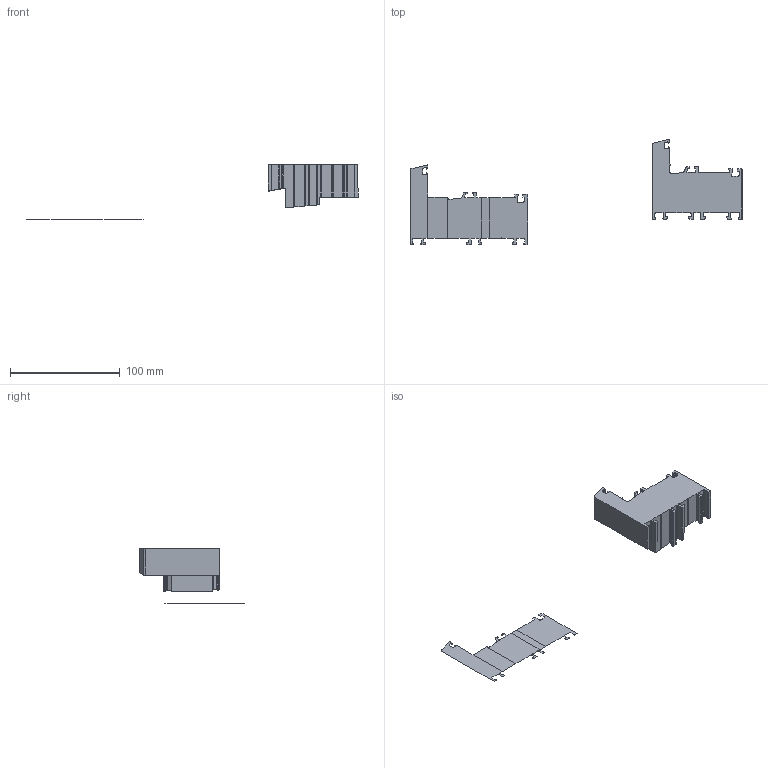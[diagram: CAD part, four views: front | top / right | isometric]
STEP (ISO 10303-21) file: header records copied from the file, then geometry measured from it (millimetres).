
FILE_DESCRIPTION(('STEP AP214'),'1');
FILE_NAME('tmp0.stp','2018-09-02T09:30:03',(' '),(' '),'Spatial InterOp 3D',' ',' ');
FILE_SCHEMA(('automotive_design'));
Length unit declared in the file: millimetre
Products named in the file (164): Volumenkörper1_Abgewickelt; Volumenkörper1; 1
Bounding box: 302.88 x 96.29 x 50 mm (x, y, z)
Surface area: 25589.1 mm2 (no closed solid volume)
Topology: 0 solids, 165 shells, 165 faces, 1002 edges, 1167 vertices
Faces by surface type: plane 97, bspline 68
Entity records: 17168 total; most frequent: CARTESIAN_POINT 5341, ORIENTED_EDGE 837, EDGE_CURVE 837, VERTEX_POINT 837, B_SPLINE_CURVE_WITH_KNOTS 707, STYLED_ITEM 658, PRESENTATION_STYLE_ASSIGNMENT 658, COLOUR_RGB 658
